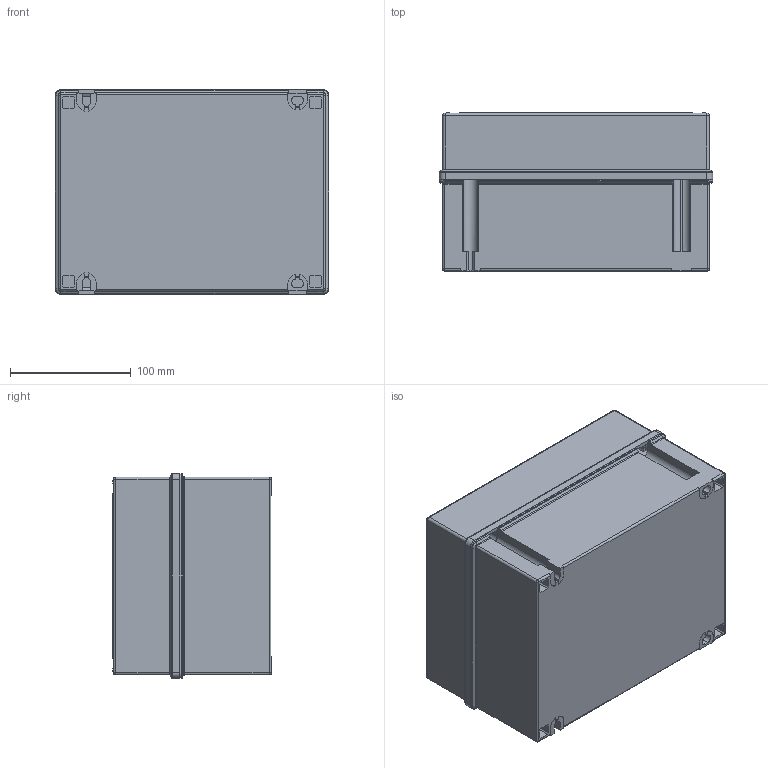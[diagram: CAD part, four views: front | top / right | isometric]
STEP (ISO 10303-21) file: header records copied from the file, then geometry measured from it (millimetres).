
FILE_DESCRIPTION (( 'STEP AP203' ), '1' );
FILE_NAME ('8146-_062.STEP', '2014-10-13T09:11:08', ( '' ), ( '' ), 'SwSTEP 2.0', 'SolidWorks 2014', '' );
FILE_SCHEMA (( 'CONFIG_CONTROL_DESIGN' ));
Length unit declared in the file: millimetre
Products named in the file (8): 81_469_52_04_0_3d export; 81_469_18_05_0; 81_460_08_05_0_3d export; 509_642_0; 509_642_0_1_montiert; 8146-_062
Assembly tree (10 placements, depth 3):
  8146-_062
    81_469_52_04_0_3d export
      81_469_52_04_0_3d export
    81_460_08_05_0_3d export
      81_469_18_05_0
    509_642_0  x4
      509_642_0
      509_642_0_1_montiert
Bounding box: 227 x 131.3 x 170 mm (x, y, z)
Volume: 743537.1 mm3; surface area: 394135.8 mm2
Topology: 10 solids, 10 shells, 1047 faces, 2612 edges, 1629 vertices
Faces by surface type: plane 543, cylinder 261, bspline 87, cone 80, torus 64, sphere 12
Entity records: 33051 total; most frequent: CARTESIAN_POINT 10609, ORIENTED_EDGE 4612, DIRECTION 4287, EDGE_CURVE 2306, VERTEX_POINT 1443, VECTOR 1437, LINE 1437, AXIS2_PLACEMENT_3D 1425
